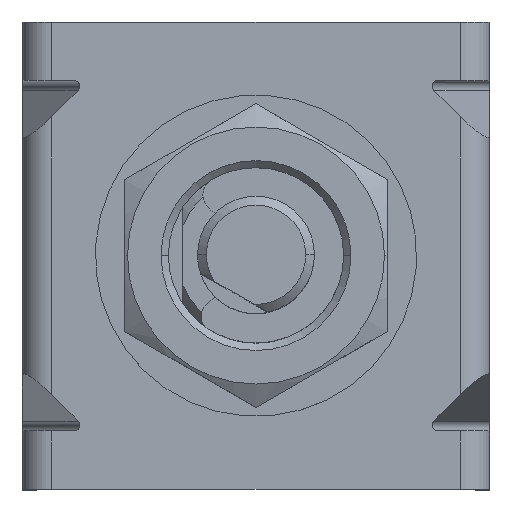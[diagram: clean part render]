
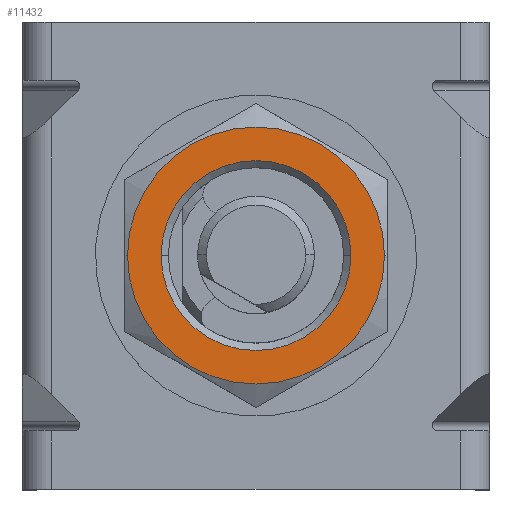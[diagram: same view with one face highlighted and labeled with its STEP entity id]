
A CAD part, top view. The second image highlights one B-rep face of the part: STEP entity #11432.
In plain terms, the highlighted planar face has unit normal (0, 0, 1).
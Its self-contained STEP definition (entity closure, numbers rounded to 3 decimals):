
#122 = CARTESIAN_POINT ( 'NONE',  ( 4.4, 0., 2. ) ) ;
#136 = CARTESIAN_POINT ( 'NONE',  ( 0., 0., 2. ) ) ;
#323 = FACE_OUTER_BOUND ( 'NONE', #9801, .T. ) ;
#420 = CARTESIAN_POINT ( 'NONE',  ( -4.5, -2.598, 2. ) ) ;
#502 = EDGE_CURVE ( 'NONE', #5425, #10289, #9942, .T. ) ;
#716 = DIRECTION ( 'NONE',  ( 0., 0., -1. ) ) ;
#955 = EDGE_CURVE ( 'NONE', #6343, #7362, #2716, .T. ) ;
#1330 = DIRECTION ( 'NONE',  ( -1., 0., 0. ) ) ;
#1465 = CIRCLE ( 'NONE', #8055, 3.25 ) ;
#1671 = DIRECTION ( 'NONE',  ( 0., 0., -1. ) ) ;
#1796 = DIRECTION ( 'NONE',  ( -1., 0., 0. ) ) ;
#1893 = ORIENTED_EDGE ( 'NONE', *, *, #955, .T. ) ;
#2546 = EDGE_CURVE ( 'NONE', #10289, #5425, #17414, .T. ) ;
#2716 = CIRCLE ( 'NONE', #11042, 3.25 ) ;
#3517 = DIRECTION ( 'NONE',  ( 1., 0., 0. ) ) ;
#5425 = VERTEX_POINT ( 'NONE', #122 ) ;
#6343 = VERTEX_POINT ( 'NONE', #11065 ) ;
#7044 = ORIENTED_EDGE ( 'NONE', *, *, #2546, .F. ) ;
#7362 = VERTEX_POINT ( 'NONE', #9332 ) ;
#8055 = AXIS2_PLACEMENT_3D ( 'NONE', #14166, #716, #3517 ) ;
#8219 = CARTESIAN_POINT ( 'NONE',  ( 0., 0., 2. ) ) ;
#8831 = EDGE_LOOP ( 'NONE', ( #16320, #1893 ) ) ;
#9332 = CARTESIAN_POINT ( 'NONE',  ( 3.25, 0., 2. ) ) ;
#9801 = EDGE_LOOP ( 'NONE', ( #7044, #17087 ) ) ;
#9914 = DIRECTION ( 'NONE',  ( 0., 0., -1. ) ) ;
#9942 = CIRCLE ( 'NONE', #16546, 4.4 ) ;
#10289 = VERTEX_POINT ( 'NONE', #11770 ) ;
#10964 = DIRECTION ( 'NONE',  ( 0., 0., -1. ) ) ;
#11018 = DIRECTION ( 'NONE',  ( 0., 0., -1. ) ) ;
#11042 = AXIS2_PLACEMENT_3D ( 'NONE', #136, #11018, #12412 ) ;
#11065 = CARTESIAN_POINT ( 'NONE',  ( -3.25, 0., 2. ) ) ;
#11237 = DIRECTION ( 'NONE',  ( -1., 0., 0. ) ) ;
#11432 = ADVANCED_FACE ( 'NONE', ( #323, #17620 ), #15488, .F. ) ;
#11770 = CARTESIAN_POINT ( 'NONE',  ( -4.4, 0., 2. ) ) ;
#11848 = AXIS2_PLACEMENT_3D ( 'NONE', #8219, #10964, #1330 ) ;
#12412 = DIRECTION ( 'NONE',  ( 1., 0., 0. ) ) ;
#14166 = CARTESIAN_POINT ( 'NONE',  ( 0., 0., 2. ) ) ;
#15488 = PLANE ( 'NONE',  #15958 ) ;
#15958 = AXIS2_PLACEMENT_3D ( 'NONE', #420, #9914, #1796 ) ;
#16320 = ORIENTED_EDGE ( 'NONE', *, *, #17578, .T. ) ;
#16546 = AXIS2_PLACEMENT_3D ( 'NONE', #16753, #1671, #11237 ) ;
#16753 = CARTESIAN_POINT ( 'NONE',  ( 0., 0., 2. ) ) ;
#17087 = ORIENTED_EDGE ( 'NONE', *, *, #502, .F. ) ;
#17414 = CIRCLE ( 'NONE', #11848, 4.4 ) ;
#17578 = EDGE_CURVE ( 'NONE', #7362, #6343, #1465, .T. ) ;
#17620 = FACE_BOUND ( 'NONE', #8831, .T. ) ;
